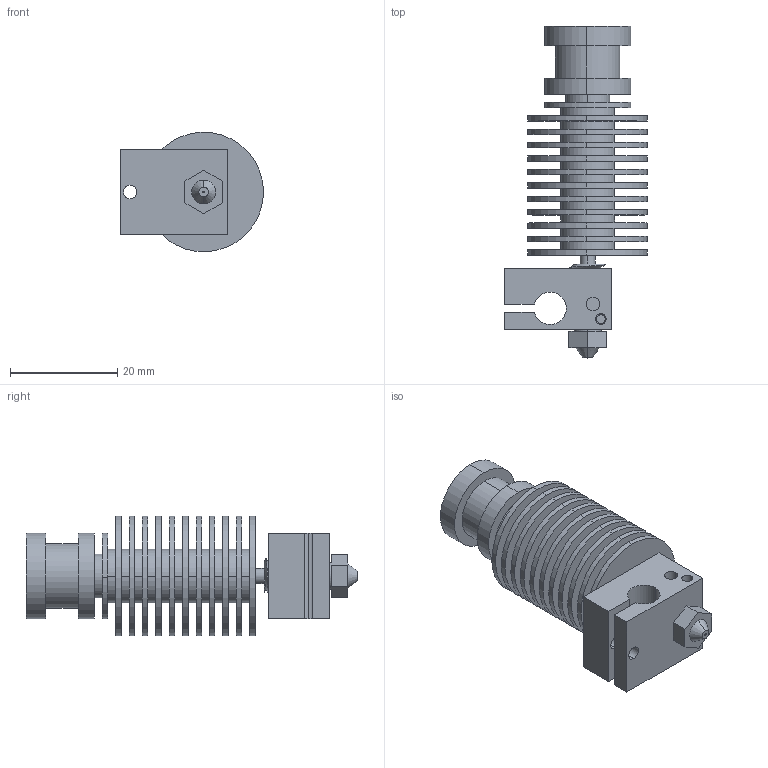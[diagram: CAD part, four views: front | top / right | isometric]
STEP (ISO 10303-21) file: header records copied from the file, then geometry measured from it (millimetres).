
FILE_DESCRIPTION (( 'STEP AP203' ), '1' );
FILE_NAME ('E3D V6 1.75 Uni model.step', '2016-03-08T04:38:36', ( '' ), ( '' ), 'SwSTEP 2.0', 'SolidWorks 2015', '' );
FILE_SCHEMA (( 'CONFIG_CONTROL_DESIGN' ));
Length unit declared in the file: millimetre
Products named in the file (5): block^E3D V6 1.75 Uni model; nozzle^E3D V6 1.75 Uni model; break^E3D V6 1.75 Uni model; E3D V6 1.75 Uni model; sink^E3D V6 1.75 Uni model
Assembly tree (4 placements, depth 2):
  E3D V6 1.75 Uni model
    block^E3D V6 1.75 Uni model
    break^E3D V6 1.75 Uni model
    sink^E3D V6 1.75 Uni model
    nozzle^E3D V6 1.75 Uni model
Bounding box: 26.65 x 61.85 x 22.29 mm (x, y, z)
Volume: 10327.5 mm3; surface area: 14023 mm2
Topology: 4 solids, 4 shells, 265 faces, 644 edges, 420 vertices
Faces by surface type: cylinder 170, plane 58, cone 26, bspline 11
Entity records: 14587 total; most frequent: CARTESIAN_POINT 8236, ORIENTED_EDGE 1288, DIRECTION 1171, EDGE_CURVE 644, AXIS2_PLACEMENT_3D 468, VERTEX_POINT 420, EDGE_LOOP 310, ADVANCED_FACE 265
